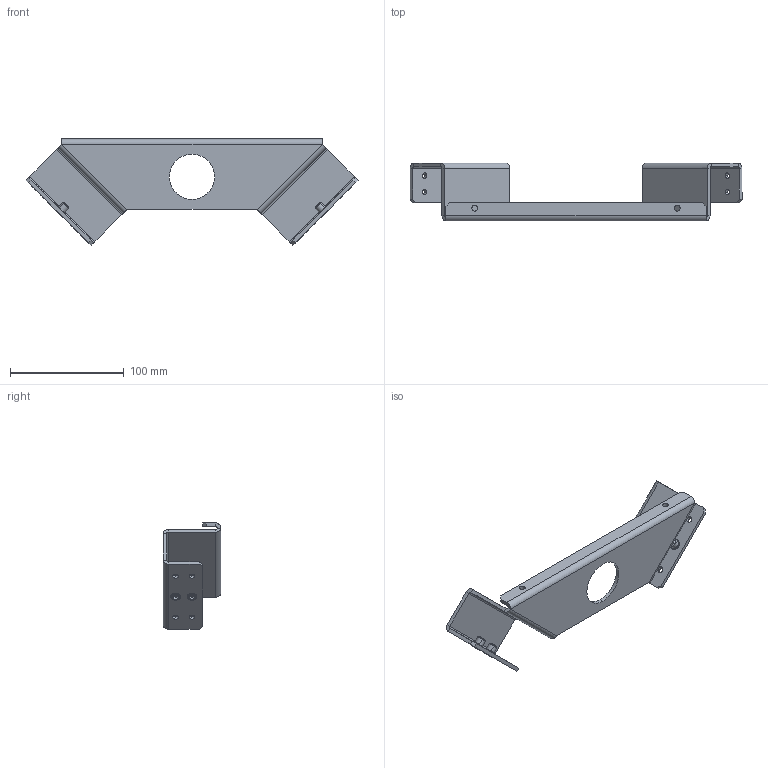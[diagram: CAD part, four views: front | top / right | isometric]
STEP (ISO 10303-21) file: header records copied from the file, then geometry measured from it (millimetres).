
FILE_DESCRIPTION (( 'STEP AP214' ), '1' );
FILE_NAME ('am-4505 Bottom Carousel Support Bracket.STEP', '2021-08-23T17:47:57', ( '' ), ( '' ), 'SwSTEP 2.0', 'SolidWorks 2021', '' );
FILE_SCHEMA (( 'AUTOMOTIVE_DESIGN' ));
Length unit declared in the file: millimetre
Products named in the file (3): ip-4505 Bottom Carousel Support Bracket; am-1454 10-32 Low Profile STEEL RIVET NUT 0125675_93483A661; am-4505 Bottom Carousel Support Bracket
Assembly tree (5 placements, depth 2):
  am-4505 Bottom Carousel Support Bracket
    ip-4505 Bottom Carousel Support Bracket
    am-1454 10-32 Low Profile STEEL RIVET NUT 0125675_93483A661  x4
Bounding box: 291.46 x 50.8 x 93.34 mm (x, y, z)
Volume: 100187.3 mm3; surface area: 68997.2 mm2
Topology: 5 solids, 5 shells, 270 faces, 656 edges, 400 vertices
Faces by surface type: cylinder 144, plane 66, cone 40, bspline 12, torus 8
Entity records: 8312 total; most frequent: CARTESIAN_POINT 4915, DIRECTION 699, ORIENTED_EDGE 676, EDGE_CURVE 338, AXIS2_PLACEMENT_3D 261, VERTEX_POINT 202, VECTOR 177, LINE 177
